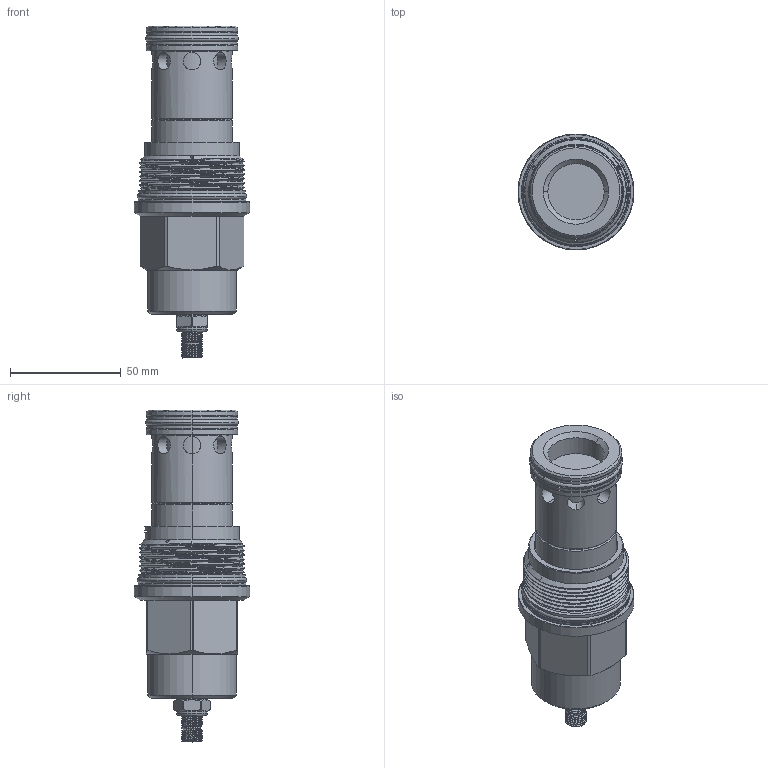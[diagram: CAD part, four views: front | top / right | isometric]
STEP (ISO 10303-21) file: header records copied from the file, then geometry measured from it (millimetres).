
FILE_DESCRIPTION (( 'STEP AP203' ), '1' );
FILE_NAME ('RP18A22-L.STEP', '2020-03-24T01:01:02', ( '' ), ( '' ), 'SwSTEP 2.0', 'SolidWorks 2018', '' );
FILE_SCHEMA (( 'CONFIG_CONTROL_DESIGN' ));
Length unit declared in the file: millimetre
Products named in the file (1): RP18A22-L
Bounding box: 52.37 x 52.37 x 149.96 mm (x, y, z)
Volume: 170653.8 mm3; surface area: 31079.1 mm2
Topology: 6 solids, 6 shells, 272 faces, 644 edges, 398 vertices
Faces by surface type: cylinder 130, plane 54, torus 42, cone 37, bspline 9
Entity records: 16709 total; most frequent: CARTESIAN_POINT 10648, ORIENTED_EDGE 1280, DIRECTION 1236, EDGE_CURVE 640, AXIS2_PLACEMENT_3D 517, VERTEX_POINT 398, EDGE_LOOP 298, FACE_OUTER_BOUND 272
